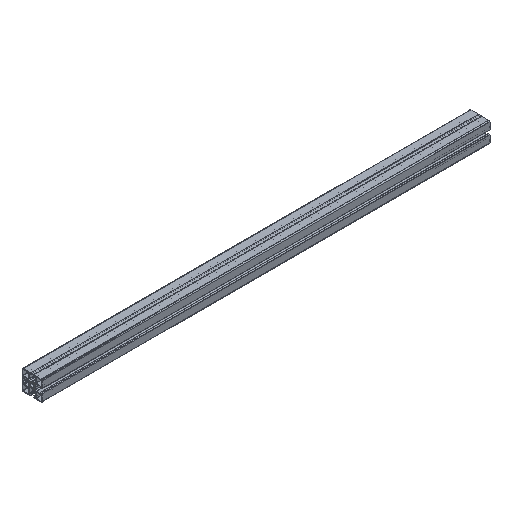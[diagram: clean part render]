
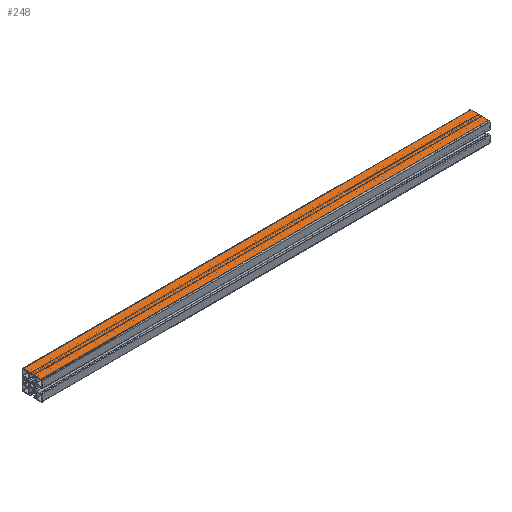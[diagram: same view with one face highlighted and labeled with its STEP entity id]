
A CAD part, isometric view. The second image highlights one B-rep face of the part: STEP entity #248.
In plain terms, the highlighted planar face has unit normal (0, 0, 1).
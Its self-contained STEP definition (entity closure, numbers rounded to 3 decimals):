
#248=ADVANCED_FACE('',(#510),#511,.F.);
#510=FACE_OUTER_BOUND('',#827,.T.);
#511=PLANE('',#828);
#827=EDGE_LOOP('',(#1892,#1893,#1894,#1895));
#828=AXIS2_PLACEMENT_3D('',#1896,#1897,#1898);
#1892=ORIENTED_EDGE('',*,*,#2428,.F.);
#1893=ORIENTED_EDGE('',*,*,#2676,.F.);
#1894=ORIENTED_EDGE('',*,*,#2529,.F.);
#1895=ORIENTED_EDGE('',*,*,#2677,.T.);
#1896=CARTESIAN_POINT('',(3000.0,0.,22.5));
#1897=DIRECTION('',(0.0,0.,-1.0));
#1898=DIRECTION('',(0.0,1.0,0.));
#2428=EDGE_CURVE('',#3017,#3019,#3020,.T.);
#2529=EDGE_CURVE('',#3219,#3221,#3222,.T.);
#2676=EDGE_CURVE('',#3221,#3017,#3420,.T.);
#2677=EDGE_CURVE('',#3219,#3019,#3421,.T.);
#3017=VERTEX_POINT('',#3830);
#3019=VERTEX_POINT('',#3832);
#3020=LINE('',#3833,#3834);
#3219=VERTEX_POINT('',#4080);
#3221=VERTEX_POINT('',#4082);
#3222=LINE('',#4083,#4084);
#3420=LINE('',#4402,#4403);
#3421=LINE('',#4404,#4405);
#3830=CARTESIAN_POINT('',(-500.0,-20.,22.5));
#3832=CARTESIAN_POINT('',(-500.0,20.,22.5));
#3833=CARTESIAN_POINT('',(-500.0,0.,22.5));
#3834=VECTOR('',#4804,1.0);
#4080=CARTESIAN_POINT('',(500.0,20.,22.5));
#4082=CARTESIAN_POINT('',(500.0,-20.,22.5));
#4083=CARTESIAN_POINT('',(500.0,0.,22.5));
#4084=VECTOR('',#5011,1.0);
#4402=CARTESIAN_POINT('',(3000.0,-20.,22.5));
#4403=VECTOR('',#5210,1.0);
#4404=CARTESIAN_POINT('',(3000.0,20.,22.5));
#4405=VECTOR('',#5211,1.0);
#4804=DIRECTION('',(0.0,1.0,0.));
#5011=DIRECTION('',(0.0,-1.0,0.));
#5210=DIRECTION('',(-1.0,0.0,0.0));
#5211=DIRECTION('',(-1.0,0.0,0.0));
